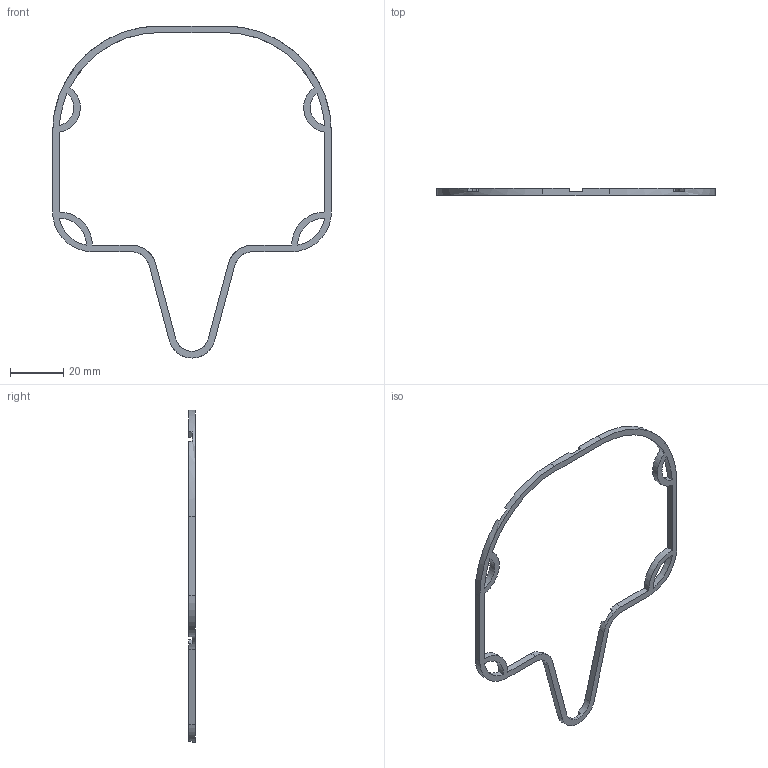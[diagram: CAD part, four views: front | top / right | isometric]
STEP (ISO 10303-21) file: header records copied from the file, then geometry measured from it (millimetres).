
FILE_DESCRIPTION (( 'STEP AP203' ), '1' );
FILE_NAME ('COV-PNNL-7000-Univ_Cloth_Mask_Mount_S.STEP', '2020-06-17T23:27:00', ( '' ), ( '' ), 'SwSTEP 2.0', 'SolidWorks 2019', '' );
FILE_SCHEMA (( 'CONFIG_CONTROL_DESIGN' ));
Length unit declared in the file: millimetre
Products named in the file (1): COV-PNNL-7000-Univ_Cloth_Mask_Mount_S
Bounding box: 105 x 2.5 x 125 mm (x, y, z)
Volume: 2693.7 mm3; surface area: 4409.9 mm2
Topology: 1 solids, 1 shells, 65 faces, 192 edges, 128 vertices
Faces by surface type: plane 39, cylinder 26
Entity records: 2295 total; most frequent: DIRECTION 396, CARTESIAN_POINT 386, ORIENTED_EDGE 384, EDGE_CURVE 192, AXIS2_PLACEMENT_3D 138, VERTEX_POINT 128, LINE 120, VECTOR 120
